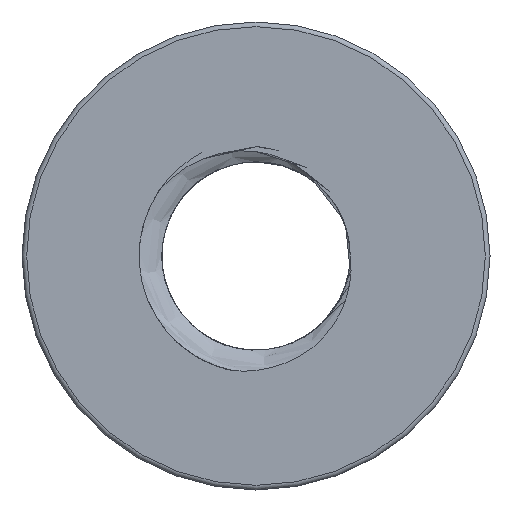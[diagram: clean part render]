
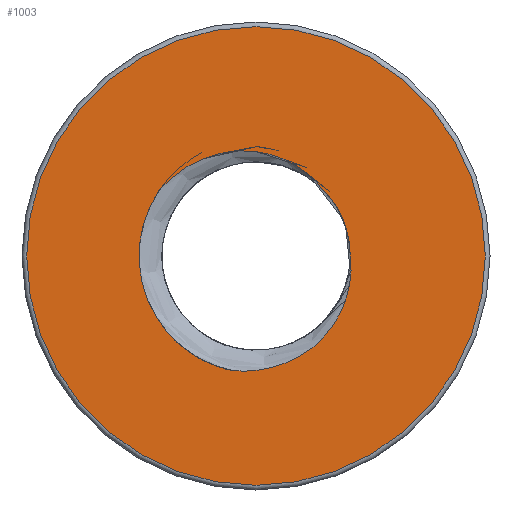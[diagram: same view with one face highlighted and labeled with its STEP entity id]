
A CAD part, front view. The second image highlights one B-rep face of the part: STEP entity #1003.
In plain terms, the highlighted planar face has unit normal (0, -1, 0).
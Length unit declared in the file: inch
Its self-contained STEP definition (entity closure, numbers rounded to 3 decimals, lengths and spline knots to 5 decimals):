
#17=FACE_BOUND('',#150,.T.);
#19=PLANE('',#1078);
#23=CIRCLE('',#1034,0.1007);
#25=CIRCLE('',#1056,0.125);
#27=CIRCLE('',#1079,0.245);
#28=CIRCLE('',#1080,0.245);
#90=FACE_OUTER_BOUND('',#149,.T.);
#149=EDGE_LOOP('',(#863,#864));
#150=EDGE_LOOP('',(#865,#866,#867,#868));
#238=B_SPLINE_CURVE_WITH_KNOTS('',3,(#3302,#3303,#3304,#3305,#3306,#3307,
#3308,#3309,#3310,#3311,#3312,#3313,#3314,#3315,#3316,#3317,#3318,#3319,
#3320,#3321,#3322,#3323,#3324,#3325,#3326,#3327,#3328,#3329,#3330,#3331,
#3332,#3333,#3334,#3335,#3336,#3337,#3338,#3339,#3340,#3341),
 .UNSPECIFIED.,.F.,.F.,(4,3,3,3,3,3,3,3,3,3,3,3,3,4),(0.,0.0692,
0.10335,0.13648,0.2033,0.2293,
0.25117,0.3021,0.33241,0.36256,
0.40651,0.43038,0.45406,0.51161),
 .UNSPECIFIED.);
#241=B_SPLINE_CURVE_WITH_KNOTS('',3,(#3928,#3929,#3930,#3931,#3932,#3933,
#3934,#3935,#3936,#3937,#3938,#3939,#3940,#3941,#3942,#3943,#3944,#3945,
#3946,#3947,#3948,#3949,#3950,#3951,#3952,#3953,#3954,#3955,#3956,#3957,
#3958,#3959,#3960,#3961,#3962,#3963,#3964,#3965,#3966,#3967),
 .UNSPECIFIED.,.F.,.F.,(4,3,3,3,3,3,3,3,3,3,3,3,3,4),(0.,0.0585,
0.08964,0.1165,0.16637,0.19908,
0.22255,0.2747,0.30974,0.33675,
0.38479,0.41174,0.43756,0.50929),
 .UNSPECIFIED.);
#376=VERTEX_POINT('',#1516);
#377=VERTEX_POINT('',#1518);
#406=VERTEX_POINT('',#2347);
#407=VERTEX_POINT('',#2354);
#433=VERTEX_POINT('',#4031);
#434=VERTEX_POINT('',#4032);
#472=EDGE_CURVE('',#377,#376,#23,.F.);
#524=EDGE_CURVE('',#407,#406,#25,.T.);
#576=EDGE_CURVE('',#406,#377,#238,.T.);
#579=EDGE_CURVE('',#376,#407,#241,.T.);
#582=EDGE_CURVE('',#433,#434,#27,.T.);
#583=EDGE_CURVE('',#434,#433,#28,.T.);
#863=ORIENTED_EDGE('',*,*,#582,.F.);
#864=ORIENTED_EDGE('',*,*,#583,.F.);
#865=ORIENTED_EDGE('',*,*,#579,.T.);
#866=ORIENTED_EDGE('',*,*,#524,.T.);
#867=ORIENTED_EDGE('',*,*,#576,.T.);
#868=ORIENTED_EDGE('',*,*,#472,.T.);
#1003=ADVANCED_FACE('',(#90,#17),#19,.F.);
#1034=AXIS2_PLACEMENT_3D('',#1519,#1139,#1140);
#1056=AXIS2_PLACEMENT_3D('',#2355,#1198,#1199);
#1078=AXIS2_PLACEMENT_3D('',#4030,#1256,#1257);
#1079=AXIS2_PLACEMENT_3D('',#4033,#1258,#1259);
#1080=AXIS2_PLACEMENT_3D('',#4034,#1260,#1261);
#1139=DIRECTION('center_axis',(0.,-1.,0.));
#1140=DIRECTION('ref_axis',(-1.,0.,0.));
#1198=DIRECTION('center_axis',(0.,1.,0.));
#1199=DIRECTION('ref_axis',(-1.,0.,0.));
#1256=DIRECTION('center_axis',(0.,1.,0.));
#1257=DIRECTION('ref_axis',(1.,0.,0.));
#1258=DIRECTION('center_axis',(0.,1.,0.));
#1259=DIRECTION('ref_axis',(1.,0.,0.));
#1260=DIRECTION('center_axis',(0.,1.,0.));
#1261=DIRECTION('ref_axis',(1.,0.,0.));
#1516=CARTESIAN_POINT('',(0.1007,0.,0.));
#1518=CARTESIAN_POINT('',(0.07121,0.,0.07121));
#1519=CARTESIAN_POINT('Origin',(0.,0.,0.));
#2347=CARTESIAN_POINT('',(-0.10365,0.,0.06988));
#2354=CARTESIAN_POINT('',(-0.02388,0.,-0.1227));
#2355=CARTESIAN_POINT('Origin',(0.,0.,0.));
#3302=CARTESIAN_POINT('Ctrl Pts',(-0.10365,0.,
0.06988));
#3303=CARTESIAN_POINT('Ctrl Pts',(-0.09777,0.,
0.0768));
#3304=CARTESIAN_POINT('Ctrl Pts',(-0.09113,0.,
0.08299));
#3305=CARTESIAN_POINT('Ctrl Pts',(-0.08387,0.,
0.08839));
#3306=CARTESIAN_POINT('Ctrl Pts',(-0.08029,0.,
0.09106));
#3307=CARTESIAN_POINT('Ctrl Pts',(-0.07656,0.,
0.09353));
#3308=CARTESIAN_POINT('Ctrl Pts',(-0.0727,0.,
0.09579));
#3309=CARTESIAN_POINT('Ctrl Pts',(-0.06895,0.,
0.09799));
#3310=CARTESIAN_POINT('Ctrl Pts',(-0.06508,0.,
0.1));
#3311=CARTESIAN_POINT('Ctrl Pts',(-0.06112,0.,
0.10179));
#3312=CARTESIAN_POINT('Ctrl Pts',(-0.05315,0.,
0.1054));
#3313=CARTESIAN_POINT('Ctrl Pts',(-0.04483,0.,
0.10816));
#3314=CARTESIAN_POINT('Ctrl Pts',(-0.03631,0.,
0.10997));
#3315=CARTESIAN_POINT('Ctrl Pts',(-0.033,0.,
0.11067));
#3316=CARTESIAN_POINT('Ctrl Pts',(-0.02966,0.,
0.11123));
#3317=CARTESIAN_POINT('Ctrl Pts',(-0.02629,0.,
0.11165));
#3318=CARTESIAN_POINT('Ctrl Pts',(-0.02347,0.,
0.11199));
#3319=CARTESIAN_POINT('Ctrl Pts',(-0.02062,0.,
0.11223));
#3320=CARTESIAN_POINT('Ctrl Pts',(-0.01778,0.,
0.11236));
#3321=CARTESIAN_POINT('Ctrl Pts',(-0.01117,0.,
0.11266));
#3322=CARTESIAN_POINT('Ctrl Pts',(-0.00457,0.,
0.11237));
#3323=CARTESIAN_POINT('Ctrl Pts',(0.00196,0.,
0.11143));
#3324=CARTESIAN_POINT('Ctrl Pts',(0.00585,0.,
0.11088));
#3325=CARTESIAN_POINT('Ctrl Pts',(0.00971,0.,
0.11009));
#3326=CARTESIAN_POINT('Ctrl Pts',(0.01353,0.,
0.10909));
#3327=CARTESIAN_POINT('Ctrl Pts',(0.01732,0.,
0.10809));
#3328=CARTESIAN_POINT('Ctrl Pts',(0.02108,0.,
0.10688));
#3329=CARTESIAN_POINT('Ctrl Pts',(0.02476,0.,
0.10546));
#3330=CARTESIAN_POINT('Ctrl Pts',(0.03011,0.,
0.1034));
#3331=CARTESIAN_POINT('Ctrl Pts',(0.03531,0.,
0.10091));
#3332=CARTESIAN_POINT('Ctrl Pts',(0.04029,0.,
0.09802));
#3333=CARTESIAN_POINT('Ctrl Pts',(0.043,0.,
0.09646));
#3334=CARTESIAN_POINT('Ctrl Pts',(0.04564,0.,
0.09477));
#3335=CARTESIAN_POINT('Ctrl Pts',(0.04821,0.,
0.09298));
#3336=CARTESIAN_POINT('Ctrl Pts',(0.05076,0.,
0.0912));
#3337=CARTESIAN_POINT('Ctrl Pts',(0.05323,0.,
0.08931));
#3338=CARTESIAN_POINT('Ctrl Pts',(0.05562,0.,
0.08732));
#3339=CARTESIAN_POINT('Ctrl Pts',(0.0614,0.,
0.0825));
#3340=CARTESIAN_POINT('Ctrl Pts',(0.06667,0.,
0.07708));
#3341=CARTESIAN_POINT('Ctrl Pts',(0.07127,0.,
0.07114));
#3928=CARTESIAN_POINT('Ctrl Pts',(0.1007,0.,0.));
#3929=CARTESIAN_POINT('Ctrl Pts',(0.10174,0.,
-0.00761));
#3930=CARTESIAN_POINT('Ctrl Pts',(0.10184,0.,
-0.01528));
#3931=CARTESIAN_POINT('Ctrl Pts',(0.10109,0.,
-0.02288));
#3932=CARTESIAN_POINT('Ctrl Pts',(0.10069,0.,
-0.02693));
#3933=CARTESIAN_POINT('Ctrl Pts',(0.10005,0.,
-0.03096));
#3934=CARTESIAN_POINT('Ctrl Pts',(0.09919,0.,
-0.03495));
#3935=CARTESIAN_POINT('Ctrl Pts',(0.09844,0.,
-0.0384));
#3936=CARTESIAN_POINT('Ctrl Pts',(0.09752,0.,
-0.04182));
#3937=CARTESIAN_POINT('Ctrl Pts',(0.09644,0.,
-0.04518));
#3938=CARTESIAN_POINT('Ctrl Pts',(0.09444,0.,
-0.05141));
#3939=CARTESIAN_POINT('Ctrl Pts',(0.09189,0.,
-0.05746));
#3940=CARTESIAN_POINT('Ctrl Pts',(0.08884,0.,
-0.06323));
#3941=CARTESIAN_POINT('Ctrl Pts',(0.08684,0.,
-0.06702));
#3942=CARTESIAN_POINT('Ctrl Pts',(0.08463,0.,
-0.0707));
#3943=CARTESIAN_POINT('Ctrl Pts',(0.0822,0.,
-0.07424));
#3944=CARTESIAN_POINT('Ctrl Pts',(0.08046,0.,
-0.07678));
#3945=CARTESIAN_POINT('Ctrl Pts',(0.07862,0.,
-0.07925));
#3946=CARTESIAN_POINT('Ctrl Pts',(0.07668,0.,
-0.08163));
#3947=CARTESIAN_POINT('Ctrl Pts',(0.07237,0.,
-0.08692));
#3948=CARTESIAN_POINT('Ctrl Pts',(0.06759,0.,
-0.09178));
#3949=CARTESIAN_POINT('Ctrl Pts',(0.06238,0.,
-0.09614));
#3950=CARTESIAN_POINT('Ctrl Pts',(0.05887,0.,
-0.09906));
#3951=CARTESIAN_POINT('Ctrl Pts',(0.05518,0.,
-0.10175));
#3952=CARTESIAN_POINT('Ctrl Pts',(0.05131,0.,
-0.10422));
#3953=CARTESIAN_POINT('Ctrl Pts',(0.04834,0.,
-0.10612));
#3954=CARTESIAN_POINT('Ctrl Pts',(0.04525,0.,
-0.10788));
#3955=CARTESIAN_POINT('Ctrl Pts',(0.0421,0.,
-0.1095));
#3956=CARTESIAN_POINT('Ctrl Pts',(0.0365,0.,
-0.11237));
#3957=CARTESIAN_POINT('Ctrl Pts',(0.03065,0.,
-0.11479));
#3958=CARTESIAN_POINT('Ctrl Pts',(0.02464,0.,
-0.11676));
#3959=CARTESIAN_POINT('Ctrl Pts',(0.02127,0.,
-0.11786));
#3960=CARTESIAN_POINT('Ctrl Pts',(0.01784,0.,
-0.11882));
#3961=CARTESIAN_POINT('Ctrl Pts',(0.01437,0.,
-0.11963));
#3962=CARTESIAN_POINT('Ctrl Pts',(0.01105,0.,
-0.12041));
#3963=CARTESIAN_POINT('Ctrl Pts',(0.00769,0.,
-0.12106));
#3964=CARTESIAN_POINT('Ctrl Pts',(0.00432,0.,
-0.12157));
#3965=CARTESIAN_POINT('Ctrl Pts',(-0.00504,0.,
-0.12299));
#3966=CARTESIAN_POINT('Ctrl Pts',(-0.01455,0.,
-0.12337));
#3967=CARTESIAN_POINT('Ctrl Pts',(-0.02399,0.,
-0.12268));
#4030=CARTESIAN_POINT('Origin',(0.,0.,0.));
#4031=CARTESIAN_POINT('',(-0.245,0.,0.));
#4032=CARTESIAN_POINT('',(0.,0.,-0.245));
#4033=CARTESIAN_POINT('Origin',(0.,0.,0.));
#4034=CARTESIAN_POINT('Origin',(0.,0.,0.));
